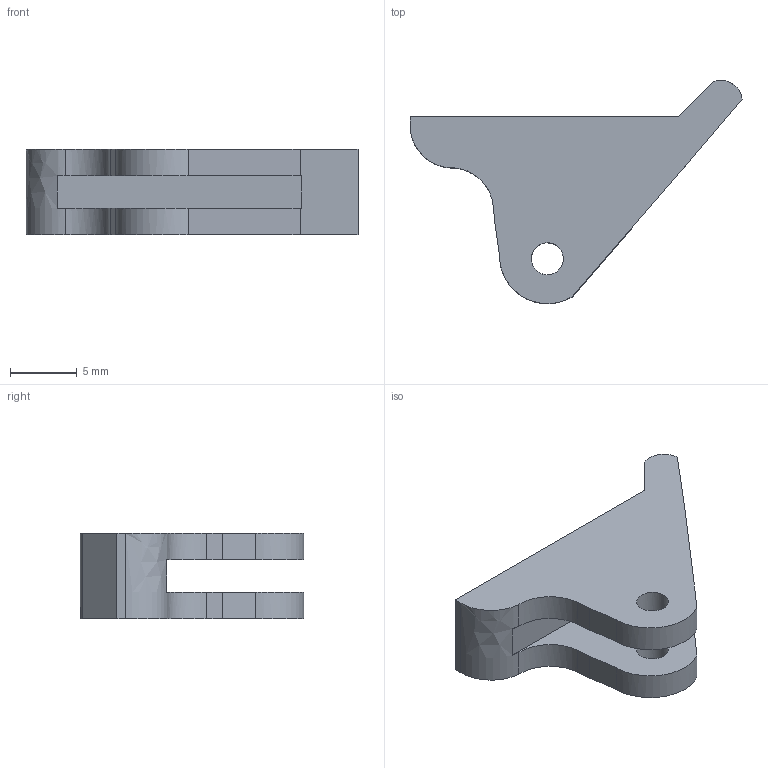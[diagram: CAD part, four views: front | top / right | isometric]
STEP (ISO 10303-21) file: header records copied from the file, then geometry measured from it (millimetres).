
FILE_DESCRIPTION( ( 'STEP AP214' ), '1' );
FILE_NAME( 'RCP-89.stp', '2020-04-18T09:15:43', ( 'License CC BY-ND 4.0' ), ( 'CADENAS' ), ' ', 'PARTsolutions', ' ' );
FILE_SCHEMA( ( 'AUTOMOTIVE_DESIGN { 1 0 10303 214 1 1 1 1 }' ) );
Length unit declared in the file: millimetre
Products named in the file (2): RCP-89; 1
Assembly tree (1 placements, depth 2):
  RCP-89
    1
Bounding box: 24.89 x 16.75 x 6.4 mm (x, y, z)
Volume: 947.9 mm3; surface area: 993.7 mm2
Topology: 1 solids, 1 shells, 23 faces, 67 edges, 46 vertices
Faces by surface type: bspline 15, revolution 8
Entity records: 785 total; most frequent: CARTESIAN_POINT 314, ORIENTED_EDGE 130, EDGE_CURVE 65, B_SPLINE_CURVE_WITH_KNOTS 51, VERTEX_POINT 46, EDGE_LOOP 29, FACE_OUTER_BOUND 25, ADVANCED_FACE 23
